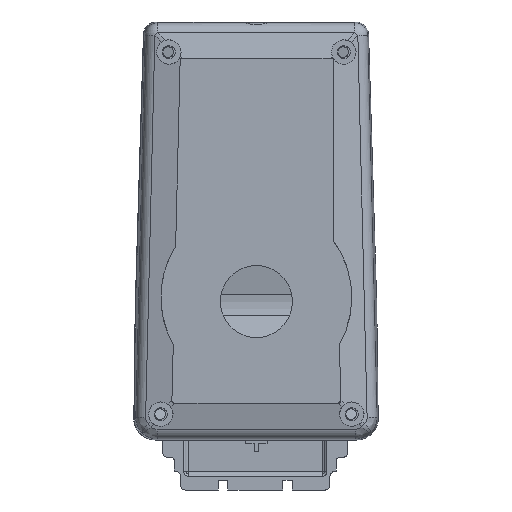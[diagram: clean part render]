
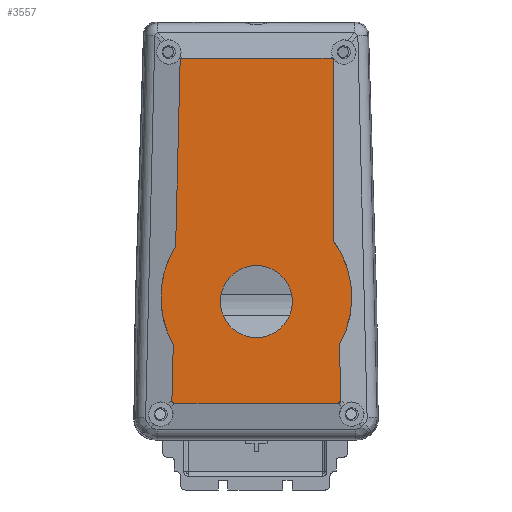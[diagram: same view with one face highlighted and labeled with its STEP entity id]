
A CAD part, front view. The second image highlights one B-rep face of the part: STEP entity #3557.
In plain terms, the highlighted planar face has unit normal (0, -1, 0).
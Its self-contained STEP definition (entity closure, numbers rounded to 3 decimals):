
#82=CARTESIAN_POINT('',(19.584,-1.5,8.958));
#83=VERTEX_POINT('',#82);
#84=CARTESIAN_POINT('',(18.075,-1.5,33.435));
#85=VERTEX_POINT('',#84);
#86=CARTESIAN_POINT('',(0.,-1.5,20.036));
#87=DIRECTION('',(0.,-1.,0.));
#88=DIRECTION('',(0.,0.,-1.));
#89=AXIS2_PLACEMENT_3D('',#86,#87,#88);
#90=CIRCLE('',#89,22.5);
#91=EDGE_CURVE('',#83,#85,#90,.T.);
#134=CARTESIAN_POINT('',(0.005,-1.5,27.526));
#135=VERTEX_POINT('',#134);
#150=CARTESIAN_POINT('',(0.005,-1.5,19.026));
#151=DIRECTION('',(-0.,-1.,-0.));
#152=DIRECTION('',(0.,-0.,1.));
#153=AXIS2_PLACEMENT_3D('',#150,#151,#152);
#154=CIRCLE('',#153,8.5);
#155=EDGE_CURVE('',#135,#135,#154,.T.);
#1067=CARTESIAN_POINT('',(-19.584,-1.5,8.958));
#1068=VERTEX_POINT('',#1067);
#1077=CARTESIAN_POINT('',(-19.023,-1.5,32.052));
#1078=VERTEX_POINT('',#1077);
#1079=CARTESIAN_POINT('',(0.,-1.5,20.036));
#1080=DIRECTION('',(0.,-1.,0.));
#1081=DIRECTION('',(0.,0.,-1.));
#1082=AXIS2_PLACEMENT_3D('',#1079,#1080,#1081);
#1083=CIRCLE('',#1082,22.5);
#1084=EDGE_CURVE('',#1078,#1068,#1083,.T.);
#3453=CARTESIAN_POINT('',(-17.947,-1.5,76.338));
#3454=VERTEX_POINT('',#3453);
#3461=CARTESIAN_POINT('',(18.075,-1.5,76.338));
#3462=VERTEX_POINT('',#3461);
#3463=CARTESIAN_POINT('',(18.075,-1.5,76.338));
#3464=DIRECTION('',(-1.,-0.,0.));
#3465=VECTOR('',#3464,36.022);
#3466=LINE('',#3463,#3465);
#3467=EDGE_CURVE('',#3462,#3454,#3466,.T.);
#3487=CARTESIAN_POINT('',(18.075,-1.5,76.338));
#3488=DIRECTION('',(0.,0.,-1.));
#3489=VECTOR('',#3488,42.903);
#3490=LINE('',#3487,#3489);
#3491=EDGE_CURVE('',#3462,#85,#3490,.T.);
#3499=CARTESIAN_POINT('',(17.075,-1.5,72.059));
#3500=DIRECTION('',(0.,-1.,0.));
#3501=DIRECTION('',(0.,0.,-1.));
#3502=AXIS2_PLACEMENT_3D('',#3499,#3500,#3501);
#3503=PLANE('',#3502);
#3504=ORIENTED_EDGE('',*,*,#155,.F.);
#3505=EDGE_LOOP('',(#3504));
#3506=FACE_BOUND('',#3505,.T.);
#3507=ORIENTED_EDGE('',*,*,#1084,.T.);
#3508=CARTESIAN_POINT('',(-19.905,-1.5,-4.246));
#3509=VERTEX_POINT('',#3508);
#3510=CARTESIAN_POINT('',(-19.584,-1.5,8.958));
#3511=DIRECTION('',(-0.024,0.,-1.));
#3512=VECTOR('',#3511,13.208);
#3513=LINE('',#3510,#3512);
#3514=EDGE_CURVE('',#1068,#3509,#3513,.T.);
#3515=ORIENTED_EDGE('',*,*,#3514,.T.);
#3516=CARTESIAN_POINT('',(-19.204,-1.5,-4.964));
#3517=VERTEX_POINT('',#3516);
#3518=CARTESIAN_POINT('',(-19.905,-1.5,-4.246));
#3519=DIRECTION('',(0.698,0.,-0.716));
#3520=VECTOR('',#3519,1.003);
#3521=LINE('',#3518,#3520);
#3522=EDGE_CURVE('',#3509,#3517,#3521,.T.);
#3523=ORIENTED_EDGE('',*,*,#3522,.T.);
#3524=CARTESIAN_POINT('',(19.204,-1.5,-4.964));
#3525=VERTEX_POINT('',#3524);
#3526=CARTESIAN_POINT('',(-19.204,-1.5,-4.964));
#3527=DIRECTION('',(1.,0.,-0.));
#3528=VECTOR('',#3527,38.408);
#3529=LINE('',#3526,#3528);
#3530=EDGE_CURVE('',#3517,#3525,#3529,.T.);
#3531=ORIENTED_EDGE('',*,*,#3530,.T.);
#3532=CARTESIAN_POINT('',(19.905,-1.5,-4.246));
#3533=VERTEX_POINT('',#3532);
#3534=CARTESIAN_POINT('',(19.204,-1.5,-4.964));
#3535=DIRECTION('',(0.698,0.,0.716));
#3536=VECTOR('',#3535,1.003);
#3537=LINE('',#3534,#3536);
#3538=EDGE_CURVE('',#3525,#3533,#3537,.T.);
#3539=ORIENTED_EDGE('',*,*,#3538,.T.);
#3540=CARTESIAN_POINT('',(19.905,-1.5,-4.246));
#3541=DIRECTION('',(-0.024,0.,1.));
#3542=VECTOR('',#3541,13.208);
#3543=LINE('',#3540,#3542);
#3544=EDGE_CURVE('',#3533,#83,#3543,.T.);
#3545=ORIENTED_EDGE('',*,*,#3544,.T.);
#3546=ORIENTED_EDGE('',*,*,#91,.T.);
#3547=ORIENTED_EDGE('',*,*,#3491,.F.);
#3548=ORIENTED_EDGE('',*,*,#3467,.T.);
#3549=CARTESIAN_POINT('',(-17.947,-1.5,76.338));
#3550=DIRECTION('',(-0.024,0.,-1.));
#3551=VECTOR('',#3550,44.299);
#3552=LINE('',#3549,#3551);
#3553=EDGE_CURVE('',#3454,#1078,#3552,.T.);
#3554=ORIENTED_EDGE('',*,*,#3553,.T.);
#3555=EDGE_LOOP('',(#3507,#3515,#3523,#3531,#3539,#3545,#3546,#3547,#3548,#3554));
#3556=FACE_BOUND('',#3555,.T.);
#3557=ADVANCED_FACE('NONE',(#3506,#3556),#3503,.T.);
